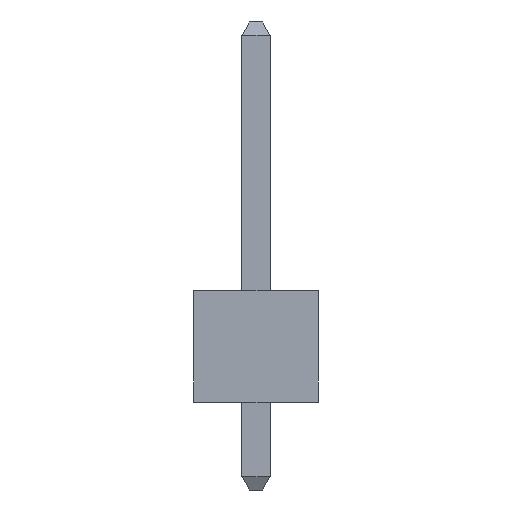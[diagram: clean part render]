
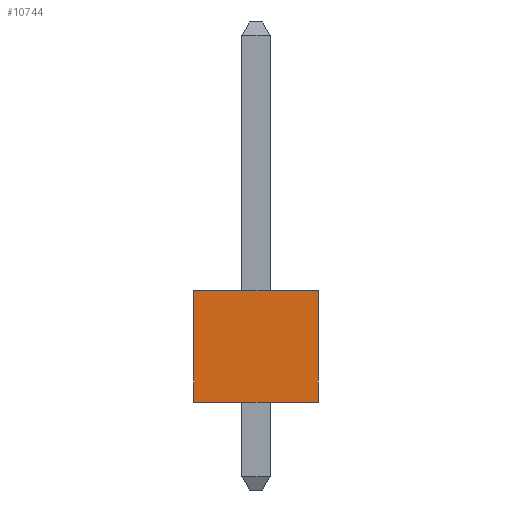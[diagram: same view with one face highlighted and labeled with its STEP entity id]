
A CAD part, left-side view. The second image highlights one B-rep face of the part: STEP entity #10744.
In plain terms, the highlighted planar face has unit normal (-1, 0, 0).
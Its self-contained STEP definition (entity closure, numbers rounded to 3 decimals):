
#10683 = CARTESIAN_POINT ( 'NONE',  ( -1.42, 1.42, 0. ) ) ;
#10684 = VERTEX_POINT ( 'NONE', #10683 ) ;
#10691 = CARTESIAN_POINT ( 'NONE',  ( -1.42, 1.42, 2.54 ) ) ;
#10692 = VERTEX_POINT ( 'NONE', #10691 ) ;
#10693 = CARTESIAN_POINT ( 'NONE',  ( -1.42, 1.42, 2.54 ) ) ;
#10694 = DIRECTION ( 'NONE',  ( 0., 0., -1. ) ) ;
#10695 = VECTOR ( 'NONE', #10694, 1000. ) ;
#10696 = LINE ( 'NONE', #10693, #10695 ) ;
#10697 = EDGE_CURVE ( 'NONE', #10692, #10684, #10696, .T. ) ;
#10714 = CARTESIAN_POINT ( 'NONE',  ( -1.42, -1.42, 0. ) ) ;
#10715 = VERTEX_POINT ( 'NONE', #10714 ) ;
#10716 = CARTESIAN_POINT ( 'NONE',  ( -1.42, -1.42, 0. ) ) ;
#10717 = DIRECTION ( 'NONE',  ( 0., -1., 0. ) ) ;
#10718 = VECTOR ( 'NONE', #10717, 1000. ) ;
#10719 = LINE ( 'NONE', #10716, #10718 ) ;
#10720 = EDGE_CURVE ( 'NONE', #10684, #10715, #10719, .T. ) ;
#10721 = ORIENTED_EDGE ( 'NONE', *, *, #10720, .T. ) ;
#10722 = CARTESIAN_POINT ( 'NONE',  ( -1.42, -1.42, 2.54 ) ) ;
#10723 = VERTEX_POINT ( 'NONE', #10722 ) ;
#10724 = CARTESIAN_POINT ( 'NONE',  ( -1.42, -1.42, 2.54 ) ) ;
#10725 = DIRECTION ( 'NONE',  ( 0., 0., -1. ) ) ;
#10726 = VECTOR ( 'NONE', #10725, 1000. ) ;
#10727 = LINE ( 'NONE', #10724, #10726 ) ;
#10728 = EDGE_CURVE ( 'NONE', #10723, #10715, #10727, .T. ) ;
#10729 = ORIENTED_EDGE ( 'NONE', *, *, #10728, .F. ) ;
#10730 = CARTESIAN_POINT ( 'NONE',  ( -1.42, -1.42, 2.54 ) ) ;
#10731 = DIRECTION ( 'NONE',  ( 0., -1., 0. ) ) ;
#10732 = VECTOR ( 'NONE', #10731, 1000. ) ;
#10733 = LINE ( 'NONE', #10730, #10732 ) ;
#10734 = EDGE_CURVE ( 'NONE', #10692, #10723, #10733, .T. ) ;
#10735 = ORIENTED_EDGE ( 'NONE', *, *, #10734, .F. ) ;
#10736 = ORIENTED_EDGE ( 'NONE', *, *, #10697, .T. ) ;
#10737 = EDGE_LOOP ( 'NONE', ( #10721, #10729, #10735, #10736 ) ) ;
#10738 = FACE_OUTER_BOUND ( 'NONE', #10737, .T. ) ;
#10739 = CARTESIAN_POINT ( 'NONE',  ( -1.42, -1.42, 2.54 ) ) ;
#10740 = DIRECTION ( 'NONE',  ( 1., 0., 0. ) ) ;
#10741 = DIRECTION ( 'NONE',  ( 0., 1., 0. ) ) ;
#10742 = AXIS2_PLACEMENT_3D ( 'NONE', #10739, #10740, #10741 ) ;
#10743 = PLANE ( 'NONE', #10742 ) ;
#10744 = ADVANCED_FACE ( 'NONE', ( #10738 ), #10743, .F. ) ;
